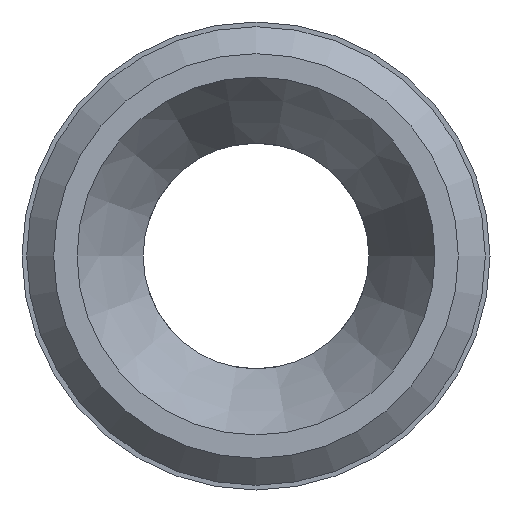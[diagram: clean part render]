
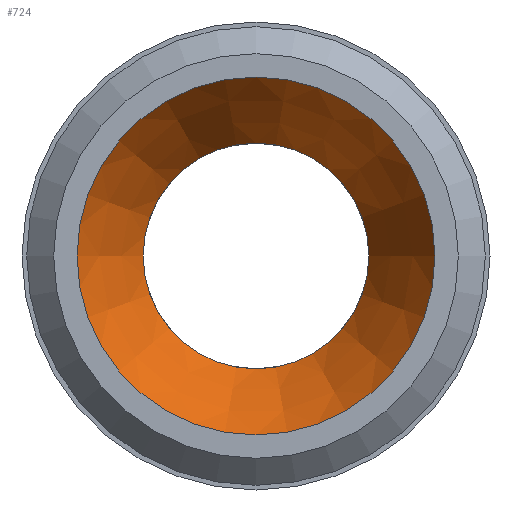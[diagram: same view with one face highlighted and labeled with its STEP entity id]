
A CAD part, left-side view. The second image highlights one B-rep face of the part: STEP entity #724.
In plain terms, the highlighted conical face has half-angle 30 degrees and reference radius 5.3 mm.
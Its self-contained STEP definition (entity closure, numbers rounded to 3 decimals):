
#39=CONICAL_SURFACE('',#850,5.3,0.524);
#101=CIRCLE('',#849,4.1);
#102=CIRCLE('',#851,6.5);
#142=FACE_OUTER_BOUND('',#184,.T.);
#184=EDGE_LOOP('',(#645,#646,#647,#648));
#247=LINE('',#1296,#294);
#294=VECTOR('',#1054,5.3);
#356=VERTEX_POINT('',#1291);
#357=VERTEX_POINT('',#1295);
#453=EDGE_CURVE('',#356,#356,#101,.T.);
#454=EDGE_CURVE('',#356,#357,#247,.T.);
#455=EDGE_CURVE('',#357,#357,#102,.T.);
#645=ORIENTED_EDGE('',*,*,#453,.T.);
#646=ORIENTED_EDGE('',*,*,#454,.T.);
#647=ORIENTED_EDGE('',*,*,#455,.F.);
#648=ORIENTED_EDGE('',*,*,#454,.F.);
#724=ADVANCED_FACE('',(#142),#39,.F.);
#849=AXIS2_PLACEMENT_3D('',#1293,#1050,#1051);
#850=AXIS2_PLACEMENT_3D('',#1294,#1052,#1053);
#851=AXIS2_PLACEMENT_3D('',#1297,#1055,#1056);
#1050=DIRECTION('center_axis',(1.,0.,0.));
#1051=DIRECTION('ref_axis',(0.,0.,-1.));
#1052=DIRECTION('center_axis',(-1.,0.,0.));
#1053=DIRECTION('ref_axis',(0.,1.,0.));
#1054=DIRECTION('',(-0.866,-0.5,0.));
#1055=DIRECTION('center_axis',(1.,0.,0.));
#1056=DIRECTION('ref_axis',(0.,0.,-1.));
#1291=CARTESIAN_POINT('',(4.157,-4.1,0.));
#1293=CARTESIAN_POINT('Origin',(4.157,0.,0.));
#1294=CARTESIAN_POINT('Origin',(2.078,0.,0.));
#1295=CARTESIAN_POINT('',(0.,-6.5,0.));
#1296=CARTESIAN_POINT('',(2.078,-5.3,0.));
#1297=CARTESIAN_POINT('Origin',(0.,0.,0.));
